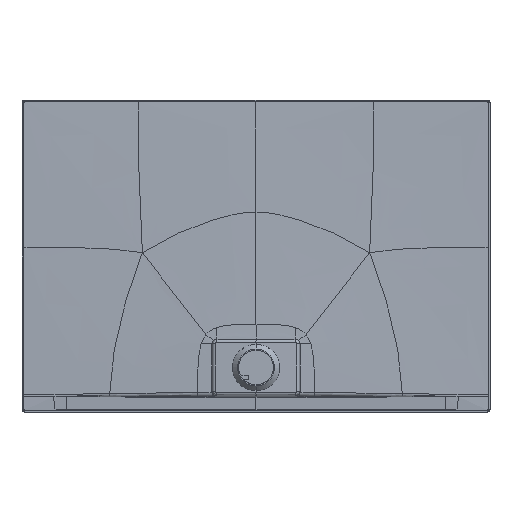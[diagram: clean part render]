
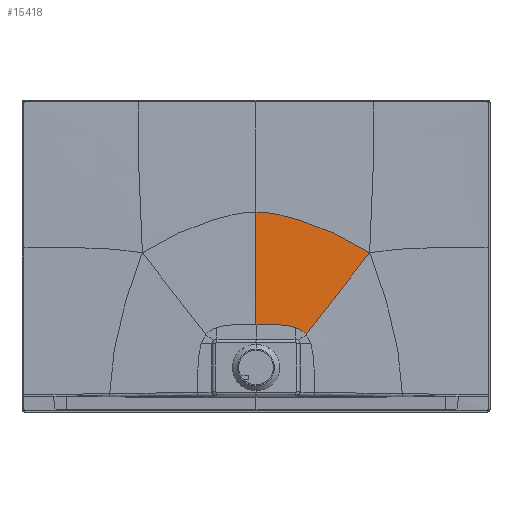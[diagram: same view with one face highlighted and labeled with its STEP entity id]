
A CAD part, front view. The second image highlights one B-rep face of the part: STEP entity #15418.
In plain terms, the highlighted free-form (B-spline) face has degree [3, 3] with [9, 8] control points.
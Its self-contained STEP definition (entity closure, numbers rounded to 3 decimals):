
#4772=CARTESIAN_POINT('',(0.,-9.849,
512.571));
#4783=CARTESIAN_POINT('',(291.365,-8.479,408.368));
#4784=CARTESIAN_POINT('',(278.019,-8.595,417.19));
#4785=CARTESIAN_POINT('',(251.444,-8.799,433.132));
#4786=CARTESIAN_POINT('',(199.398,-9.118,459.335));
#4787=CARTESIAN_POINT('',(136.892,-9.432,484.741));
#4788=CARTESIAN_POINT('',(65.876,-9.75,506.643));
#4789=CARTESIAN_POINT('',(21.39,-9.849,512.571));
#4790=CARTESIAN_POINT('',(0.,-9.849,
512.571));
#4822=DIRECTION('',(0.,-0.024,-1.));
#4823=VECTOR('',#4822,287.582);
#4824=CARTESIAN_POINT('',(0.,-9.849,
512.571));
#4825=LINE('',#4824,#4823);
#4849=CARTESIAN_POINT('',(291.365,-8.479,408.368));
#4850=CARTESIAN_POINT('',(286.309,-8.667,401.906));
#4851=CARTESIAN_POINT('',(276.413,-9.048,389.252));
#4852=CARTESIAN_POINT('',(257.614,-9.822,365.182));
#4853=CARTESIAN_POINT('',(227.526,-11.188,326.561));
#4854=CARTESIAN_POINT('',(192.395,-13.037,281.132));
#4855=CARTESIAN_POINT('',(157.822,-14.962,236.243));
#4856=CARTESIAN_POINT('',(137.736,-16.127,210.36));
#4857=CARTESIAN_POINT('',(128.364,-16.698,198.384));
#4888=CARTESIAN_POINT('',(291.365,-8.479,408.368));
#4966=CARTESIAN_POINT('',(101.03,-16.699,216.298));
#4967=CARTESIAN_POINT('',(106.844,-16.698,214.314));
#4968=CARTESIAN_POINT('',(117.109,-16.698,209.47));
#4969=CARTESIAN_POINT('',(124.963,-16.698,202.496));
#4970=CARTESIAN_POINT('',(128.364,-16.698,198.384));
#4988=CARTESIAN_POINT('',(0.,-16.699,
225.071));
#4989=CARTESIAN_POINT('',(11.658,-16.699,225.071));
#4990=CARTESIAN_POINT('',(33.167,-16.699,224.922));
#4991=CARTESIAN_POINT('',(60.433,-16.699,223.764));
#4992=CARTESIAN_POINT('',(83.121,-16.699,221.184));
#4993=CARTESIAN_POINT('',(95.475,-16.699,218.193));
#4994=CARTESIAN_POINT('',(101.03,-16.699,216.298));
#6451=VERTEX_POINT('',#4888);
#6457=VERTEX_POINT('',#4772);
#6461=CARTESIAN_POINT('',(0.,-16.699,
225.071));
#6462=VERTEX_POINT('',#6461);
#6465=VERTEX_POINT('',#4857);
#6466=VERTEX_POINT('',#4966);
#15335=CARTESIAN_POINT('',(-1.328,-16.769,
222.119));
#15336=CARTESIAN_POINT('',(16.982,-16.769,
222.125));
#15337=CARTESIAN_POINT('',(48.719,-16.769,
221.901));
#15338=CARTESIAN_POINT('',(84.651,-16.768,
218.99));
#15339=CARTESIAN_POINT('',(106.271,-16.766,
212.943));
#15340=CARTESIAN_POINT('',(119.685,-16.767,
204.862));
#15341=CARTESIAN_POINT('',(125.168,-16.767,
199.491));
#15342=CARTESIAN_POINT('',(127.675,-16.768,
196.341));
#15343=CARTESIAN_POINT('',(-1.327,-16.175,
247.061));
#15344=CARTESIAN_POINT('',(16.961,-16.175,
247.089));
#15345=CARTESIAN_POINT('',(49.296,-16.177,
245.984));
#15346=CARTESIAN_POINT('',(87.466,-16.187,
239.734));
#15347=CARTESIAN_POINT('',(111.599,-16.193,
230.142));
#15348=CARTESIAN_POINT('',(127.399,-16.187,
219.215));
#15349=CARTESIAN_POINT('',(134.248,-16.18,
212.451));
#15350=CARTESIAN_POINT('',(137.513,-16.174,
208.598));
#15351=CARTESIAN_POINT('',(-1.337,-15.01,
295.96));
#15352=CARTESIAN_POINT('',(17.078,-15.01,
296.033));
#15353=CARTESIAN_POINT('',(50.975,-15.015,
293.203));
#15354=CARTESIAN_POINT('',(94.156,-15.04,
280.631));
#15355=CARTESIAN_POINT('',(123.526,-15.054,
264.671));
#15356=CARTESIAN_POINT('',(144.029,-15.032,
248.866));
#15357=CARTESIAN_POINT('',(153.504,-15.005,
239.754));
#15358=CARTESIAN_POINT('',(158.212,-14.985,
234.709));
#15359=CARTESIAN_POINT('',(-1.375,-13.274,
368.817));
#15360=CARTESIAN_POINT('',(17.535,-13.274,
368.947));
#15361=CARTESIAN_POINT('',(54.381,-13.27,
363.873));
#15362=CARTESIAN_POINT('',(106.199,-13.266,
343.47));
#15363=CARTESIAN_POINT('',(144.532,-13.239,
320.025));
#15364=CARTESIAN_POINT('',(172.904,-13.153,
298.496));
#15365=CARTESIAN_POINT('',(186.655,-13.077,
286.509));
#15366=CARTESIAN_POINT('',(193.681,-13.028,
279.933));
#15367=CARTESIAN_POINT('',(-1.428,-11.847,
428.712));
#15368=CARTESIAN_POINT('',(18.197,-11.848,
428.87));
#15369=CARTESIAN_POINT('',(57.793,-11.815,
422.723));
#15370=CARTESIAN_POINT('',(117.235,-11.713,
398.878));
#15371=CARTESIAN_POINT('',(164.368,-11.583,
372.066));
#15372=CARTESIAN_POINT('',(201.212,-11.395,
347.161));
#15373=CARTESIAN_POINT('',(219.703,-11.257,
333.001));
#15374=CARTESIAN_POINT('',(229.279,-11.173,
325.126));
#15375=CARTESIAN_POINT('',(-1.495,-10.848,
470.639));
#15376=CARTESIAN_POINT('',(19.051,-10.85,
470.799));
#15377=CARTESIAN_POINT('',(61.063,-10.786,
464.564));
#15378=CARTESIAN_POINT('',(126.308,-10.579,
440.795));
#15379=CARTESIAN_POINT('',(180.732,-10.354,
413.934));
#15380=CARTESIAN_POINT('',(225.162,-10.09,
387.792));
#15381=CARTESIAN_POINT('',(247.945,-9.91,
372.332));
#15382=CARTESIAN_POINT('',(259.779,-9.802,
363.591));
#15383=CARTESIAN_POINT('',(-1.548,-10.262,
495.242));
#15384=CARTESIAN_POINT('',(19.715,-10.264,
495.398));
#15385=CARTESIAN_POINT('',(63.386,-10.18,
489.304));
#15386=CARTESIAN_POINT('',(132.267,-9.906,
466.303));
#15387=CARTESIAN_POINT('',(191.321,-9.628,
440.092));
#15388=CARTESIAN_POINT('',(240.615,-9.325,
413.565));
#15389=CARTESIAN_POINT('',(266.11,-9.124,
397.434));
#15390=CARTESIAN_POINT('',(279.34,-9.005,
388.224));
#15391=CARTESIAN_POINT('',(-1.58,-9.961,
507.866));
#15392=CARTESIAN_POINT('',(20.12,-9.963,
508.019));
#15393=CARTESIAN_POINT('',(64.744,-9.869,
502.062));
#15394=CARTESIAN_POINT('',(135.592,-9.56,
479.699));
#15395=CARTESIAN_POINT('',(197.144,-9.256,
454.046));
#15396=CARTESIAN_POINT('',(249.05,-8.936,
427.432));
#15397=CARTESIAN_POINT('',(275.974,-8.727,
410.988));
#15398=CARTESIAN_POINT('',(289.929,-8.603,
401.553));
#15399=CARTESIAN_POINT('',(-1.598,-9.803,
514.5));
#15400=CARTESIAN_POINT('',(20.353,-9.806,
514.651));
#15401=CARTESIAN_POINT('',(65.51,-9.705,
508.782));
#15402=CARTESIAN_POINT('',(137.424,-9.379,
486.813));
#15403=CARTESIAN_POINT('',(200.32,-9.061,
461.506));
#15404=CARTESIAN_POINT('',(253.617,-8.735,
434.87));
#15405=CARTESIAN_POINT('',(281.293,-8.522,
418.27));
#15406=CARTESIAN_POINT('',(295.624,-8.396,
408.723));
#15407=B_SPLINE_SURFACE_WITH_KNOTS('',3,3,((#15335,#15336,#15337,#15338,#15339,
#15340,#15341,#15342),(#15343,#15344,#15345,#15346,#15347,#15348,#15349,#15350),
(#15351,#15352,#15353,#15354,#15355,#15356,#15357,#15358),(#15359,#15360,#15361,
#15362,#15363,#15364,#15365,#15366),(#15367,#15368,#15369,#15370,#15371,#15372,
#15373,#15374),(#15375,#15376,#15377,#15378,#15379,#15380,#15381,#15382),
(#15383,#15384,#15385,#15386,#15387,#15388,#15389,#15390),(#15391,#15392,#15393,
#15394,#15395,#15396,#15397,#15398),(#15399,#15400,#15401,#15402,#15403,#15404,
#15405,#15406)),.UNSPECIFIED.,.F.,.F.,.F.,(4,1,1,1,1,1,4),(4,1,1,1,1,4),(
-0.005,0.125,0.25,0.375,0.438,0.469,0.503),
(-0.003,0.125,0.25,0.375,0.438,0.504),
.UNSPECIFIED.);
#15408=ORIENTED_EDGE('',*,*,#15323,.F.);
#15409=ORIENTED_EDGE('',*,*,#15154,.F.);
#15411=ORIENTED_EDGE('',*,*,#15410,.T.);
#15413=ORIENTED_EDGE('',*,*,#15412,.F.);
#15415=ORIENTED_EDGE('',*,*,#15414,.F.);
#15416=EDGE_LOOP('',(#15408,#15409,#15411,#15413,#15415));
#15417=FACE_OUTER_BOUND('',#15416,.F.);
#15418=ADVANCED_FACE('',(#15417),#15407,.F.);
#4791=B_SPLINE_CURVE_WITH_KNOTS('',3,(#4783,#4784,#4785,#4786,#4787,#4788,#4789,
#4790),.UNSPECIFIED.,.F.,.F.,(4,1,1,1,1,4),(0.,0.125,
0.25,0.5,0.75,1.),.UNSPECIFIED.);
#4858=B_SPLINE_CURVE_WITH_KNOTS('',3,(#4849,#4850,#4851,#4852,#4853,#4854,#4855,
#4856,#4857),.UNSPECIFIED.,.F.,.F.,(4,1,1,1,1,1,4),(0.,0.063,
0.125,0.25,0.5,0.75,1.),
.UNSPECIFIED.);
#4971=B_SPLINE_CURVE_WITH_KNOTS('',3,(#4966,#4967,#4968,#4969,#4970),
.UNSPECIFIED.,.F.,.F.,(4,1,4),(0.,0.5,1.),.UNSPECIFIED.);
#4995=B_SPLINE_CURVE_WITH_KNOTS('',3,(#4988,#4989,#4990,#4991,#4992,#4993,
#4994),.UNSPECIFIED.,.F.,.F.,(4,1,1,1,4),(0.,0.25,
0.5,0.75,1.),.UNSPECIFIED.);
#15154=EDGE_CURVE('',#6451,#6457,#4791,.T.);
#15323=EDGE_CURVE('',#6457,#6462,#4825,.T.);
#15410=EDGE_CURVE('',#6451,#6465,#4858,.T.);
#15412=EDGE_CURVE('',#6466,#6465,#4971,.T.);
#15414=EDGE_CURVE('',#6462,#6466,#4995,.T.);
